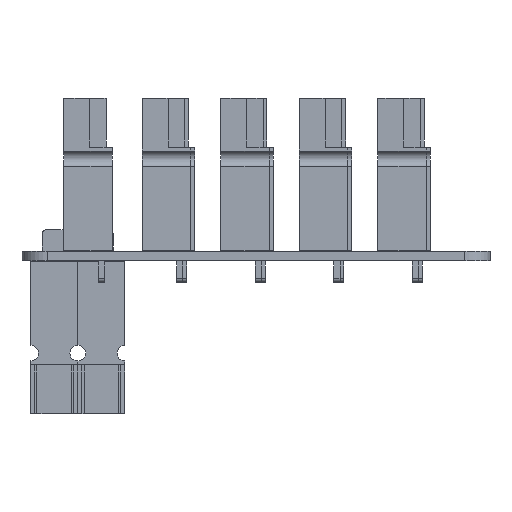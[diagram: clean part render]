
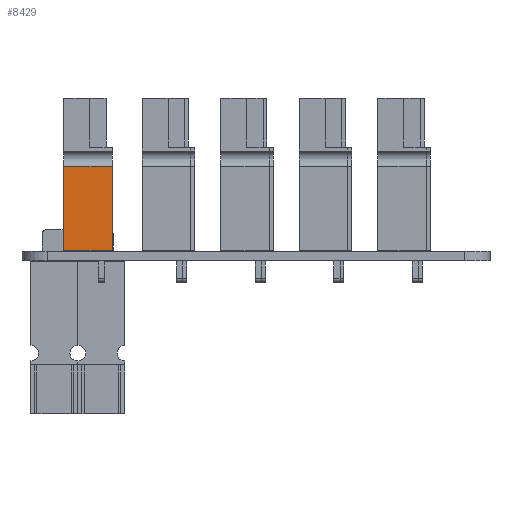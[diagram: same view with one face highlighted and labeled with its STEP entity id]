
A CAD part, left-side view. The second image highlights one B-rep face of the part: STEP entity #8429.
In plain terms, the highlighted face is planar.
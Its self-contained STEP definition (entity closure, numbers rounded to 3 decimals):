
#8022 = PLANE('',#8023);
#8023 = AXIS2_PLACEMENT_3D('',#8024,#8025,#8026);
#8024 = CARTESIAN_POINT('',(0.,7.62,7.874));
#8025 = DIRECTION('',(1.,0.,0.));
#8026 = DIRECTION('',(0.,0.,-1.));
#8047 = VERTEX_POINT('',#8048);
#8048 = CARTESIAN_POINT('',(0.,0.,7.874));
#8062 = PLANE('',#8063);
#8063 = AXIS2_PLACEMENT_3D('',#8064,#8065,#8066);
#8064 = CARTESIAN_POINT('',(0.,0.,7.874));
#8065 = DIRECTION('',(0.,0.,1.));
#8066 = DIRECTION('',(1.,0.,0.));
#8074 = EDGE_CURVE('',#8047,#8075,#8077,.T.);
#8075 = VERTEX_POINT('',#8076);
#8076 = CARTESIAN_POINT('',(0.,0.,0.));
#8077 = SURFACE_CURVE('',#8078,(#8082,#8089),.PCURVE_S1.);
#8078 = LINE('',#8079,#8080);
#8079 = CARTESIAN_POINT('',(0.,0.,7.874));
#8080 = VECTOR('',#8081,1.);
#8081 = DIRECTION('',(0.,0.,-1.));
#8082 = PCURVE('',#8022,#8083);
#8083 = DEFINITIONAL_REPRESENTATION('',(#8084),#8088);
#8084 = LINE('',#8085,#8086);
#8085 = CARTESIAN_POINT('',(0.,-7.62));
#8086 = VECTOR('',#8087,1.);
#8087 = DIRECTION('',(1.,0.));
#8088 = ( GEOMETRIC_REPRESENTATION_CONTEXT(2) 
PARAMETRIC_REPRESENTATION_CONTEXT() REPRESENTATION_CONTEXT('2D SPACE',''
  ) );
#8089 = PCURVE('',#8090,#8095);
#8090 = PLANE('',#8091);
#8091 = AXIS2_PLACEMENT_3D('',#8092,#8093,#8094);
#8092 = CARTESIAN_POINT('',(0.,0.,7.874));
#8093 = DIRECTION('',(0.,1.,0.));
#8094 = DIRECTION('',(0.,0.,1.));
#8095 = DEFINITIONAL_REPRESENTATION('',(#8096),#8100);
#8096 = LINE('',#8097,#8098);
#8097 = CARTESIAN_POINT('',(0.,0.));
#8098 = VECTOR('',#8099,1.);
#8099 = DIRECTION('',(-1.,0.));
#8100 = ( GEOMETRIC_REPRESENTATION_CONTEXT(2) 
PARAMETRIC_REPRESENTATION_CONTEXT() REPRESENTATION_CONTEXT('2D SPACE',''
  ) );
#8116 = PLANE('',#8117);
#8117 = AXIS2_PLACEMENT_3D('',#8118,#8119,#8120);
#8118 = CARTESIAN_POINT('',(0.,0.,0.));
#8119 = DIRECTION('',(0.,0.,1.));
#8120 = DIRECTION('',(1.,0.,0.));
#8429 = ADVANCED_FACE('',(#8430),#8090,.F.);
#8430 = FACE_BOUND('',#8431,.F.);
#8431 = EDGE_LOOP('',(#8432,#8433,#8456,#8506));
#8432 = ORIENTED_EDGE('',*,*,#8074,.F.);
#8433 = ORIENTED_EDGE('',*,*,#8434,.T.);
#8434 = EDGE_CURVE('',#8047,#8435,#8437,.T.);
#8435 = VERTEX_POINT('',#8436);
#8436 = CARTESIAN_POINT('',(13.589,0.,7.874));
#8437 = SURFACE_CURVE('',#8438,(#8442,#8449),.PCURVE_S1.);
#8438 = LINE('',#8439,#8440);
#8439 = CARTESIAN_POINT('',(0.,0.,7.874));
#8440 = VECTOR('',#8441,1.);
#8441 = DIRECTION('',(1.,0.,0.));
#8442 = PCURVE('',#8090,#8443);
#8443 = DEFINITIONAL_REPRESENTATION('',(#8444),#8448);
#8444 = LINE('',#8445,#8446);
#8445 = CARTESIAN_POINT('',(0.,0.));
#8446 = VECTOR('',#8447,1.);
#8447 = DIRECTION('',(0.,1.));
#8448 = ( GEOMETRIC_REPRESENTATION_CONTEXT(2) 
PARAMETRIC_REPRESENTATION_CONTEXT() REPRESENTATION_CONTEXT('2D SPACE',''
  ) );
#8449 = PCURVE('',#8062,#8450);
#8450 = DEFINITIONAL_REPRESENTATION('',(#8451),#8455);
#8451 = LINE('',#8452,#8453);
#8452 = CARTESIAN_POINT('',(0.,0.));
#8453 = VECTOR('',#8454,1.);
#8454 = DIRECTION('',(1.,0.));
#8455 = ( GEOMETRIC_REPRESENTATION_CONTEXT(2) 
PARAMETRIC_REPRESENTATION_CONTEXT() REPRESENTATION_CONTEXT('2D SPACE',''
  ) );
#8456 = ORIENTED_EDGE('',*,*,#8457,.F.);
#8457 = EDGE_CURVE('',#8458,#8435,#8460,.T.);
#8458 = VERTEX_POINT('',#8459);
#8459 = CARTESIAN_POINT('',(13.589,0.,0.));
#8460 = SURFACE_CURVE('',#8461,(#8465,#8472),.PCURVE_S1.);
#8461 = LINE('',#8462,#8463);
#8462 = CARTESIAN_POINT('',(13.589,0.,-17.526));
#8463 = VECTOR('',#8464,1.);
#8464 = DIRECTION('',(0.,0.,1.));
#8465 = PCURVE('',#8090,#8466);
#8466 = DEFINITIONAL_REPRESENTATION('',(#8467),#8471);
#8467 = LINE('',#8468,#8469);
#8468 = CARTESIAN_POINT('',(-25.4,13.589));
#8469 = VECTOR('',#8470,1.);
#8470 = DIRECTION('',(1.,0.));
#8471 = ( GEOMETRIC_REPRESENTATION_CONTEXT(2) 
PARAMETRIC_REPRESENTATION_CONTEXT() REPRESENTATION_CONTEXT('2D SPACE',''
  ) );
#8472 = PCURVE('',#8473,#8478);
#8473 = CYLINDRICAL_SURFACE('',#8474,1.27);
#8474 = AXIS2_PLACEMENT_3D('',#8475,#8476,#8477);
#8475 = CARTESIAN_POINT('',(14.859,0.,-17.526));
#8476 = DIRECTION('',(0.,0.,1.));
#8477 = DIRECTION('',(1.,0.,0.));
#8478 = DEFINITIONAL_REPRESENTATION('',(#8479),#8505);
#8479 = B_SPLINE_CURVE_WITH_KNOTS('',3,(#8480,#8481,#8482,#8483,#8484,
    #8485,#8486,#8487,#8488,#8489,#8490,#8491,#8492,#8493,#8494,#8495,
    #8496,#8497,#8498,#8499,#8500,#8501,#8502,#8503,#8504),
  .UNSPECIFIED.,.F.,.F.,(4,1,1,1,1,1,1,1,1,1,1,1,1,1,1,1,1,1,1,1,1,1,4),
  (17.526,17.884,18.242,18.6,
    18.958,19.316,19.673,20.031,
    20.389,20.747,21.105,21.463,
    21.821,22.179,22.537,22.895,
    23.253,23.61,23.968,24.326,
    24.684,25.042,25.4),.QUASI_UNIFORM_KNOTS.);
#8480 = CARTESIAN_POINT('',(3.142,17.526));
#8481 = CARTESIAN_POINT('',(3.142,17.645));
#8482 = CARTESIAN_POINT('',(3.142,17.884));
#8483 = CARTESIAN_POINT('',(3.142,18.242));
#8484 = CARTESIAN_POINT('',(3.142,18.6));
#8485 = CARTESIAN_POINT('',(3.142,18.958));
#8486 = CARTESIAN_POINT('',(3.142,19.316));
#8487 = CARTESIAN_POINT('',(3.142,19.673));
#8488 = CARTESIAN_POINT('',(3.142,20.031));
#8489 = CARTESIAN_POINT('',(3.142,20.389));
#8490 = CARTESIAN_POINT('',(3.142,20.747));
#8491 = CARTESIAN_POINT('',(3.142,21.105));
#8492 = CARTESIAN_POINT('',(3.142,21.463));
#8493 = CARTESIAN_POINT('',(3.142,21.821));
#8494 = CARTESIAN_POINT('',(3.142,22.179));
#8495 = CARTESIAN_POINT('',(3.142,22.537));
#8496 = CARTESIAN_POINT('',(3.142,22.895));
#8497 = CARTESIAN_POINT('',(3.142,23.253));
#8498 = CARTESIAN_POINT('',(3.142,23.61));
#8499 = CARTESIAN_POINT('',(3.142,23.968));
#8500 = CARTESIAN_POINT('',(3.142,24.326));
#8501 = CARTESIAN_POINT('',(3.142,24.684));
#8502 = CARTESIAN_POINT('',(3.142,25.042));
#8503 = CARTESIAN_POINT('',(3.142,25.281));
#8504 = CARTESIAN_POINT('',(3.142,25.4));
#8505 = ( GEOMETRIC_REPRESENTATION_CONTEXT(2) 
PARAMETRIC_REPRESENTATION_CONTEXT() REPRESENTATION_CONTEXT('2D SPACE',''
  ) );
#8506 = ORIENTED_EDGE('',*,*,#8507,.F.);
#8507 = EDGE_CURVE('',#8075,#8458,#8508,.T.);
#8508 = SURFACE_CURVE('',#8509,(#8513,#8520),.PCURVE_S1.);
#8509 = LINE('',#8510,#8511);
#8510 = CARTESIAN_POINT('',(0.,0.,0.));
#8511 = VECTOR('',#8512,1.);
#8512 = DIRECTION('',(1.,0.,0.));
#8513 = PCURVE('',#8090,#8514);
#8514 = DEFINITIONAL_REPRESENTATION('',(#8515),#8519);
#8515 = LINE('',#8516,#8517);
#8516 = CARTESIAN_POINT('',(-7.874,0.));
#8517 = VECTOR('',#8518,1.);
#8518 = DIRECTION('',(0.,1.));
#8519 = ( GEOMETRIC_REPRESENTATION_CONTEXT(2) 
PARAMETRIC_REPRESENTATION_CONTEXT() REPRESENTATION_CONTEXT('2D SPACE',''
  ) );
#8520 = PCURVE('',#8116,#8521);
#8521 = DEFINITIONAL_REPRESENTATION('',(#8522),#8526);
#8522 = LINE('',#8523,#8524);
#8523 = CARTESIAN_POINT('',(0.,0.));
#8524 = VECTOR('',#8525,1.);
#8525 = DIRECTION('',(1.,0.));
#8526 = ( GEOMETRIC_REPRESENTATION_CONTEXT(2) 
PARAMETRIC_REPRESENTATION_CONTEXT() REPRESENTATION_CONTEXT('2D SPACE',''
  ) );
